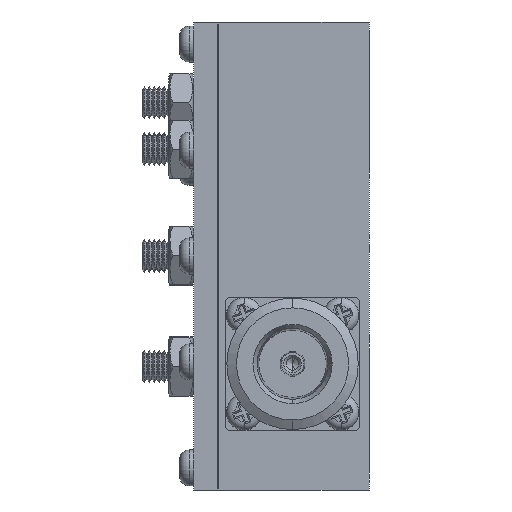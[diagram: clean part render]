
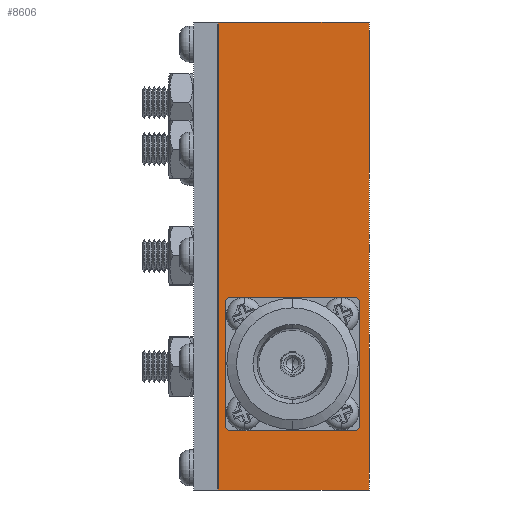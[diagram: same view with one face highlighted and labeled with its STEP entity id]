
A CAD part, left-side view. The second image highlights one B-rep face of the part: STEP entity #8606.
In plain terms, the highlighted planar face has unit normal (-1, 0, 0).
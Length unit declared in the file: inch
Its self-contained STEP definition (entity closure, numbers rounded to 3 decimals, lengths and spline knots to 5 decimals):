
#756 = DIRECTION ( 'NONE',  ( 0., -1., 0. ) ) ;
#1090 = VECTOR ( 'NONE', #20754, 39.37008 ) ;
#1226 = VECTOR ( 'NONE', #3154, 39.37008 ) ;
#1540 = DIRECTION ( 'NONE',  ( 0., 0., -1. ) ) ;
#2085 = VERTEX_POINT ( 'NONE', #27551 ) ;
#3066 = CARTESIAN_POINT ( 'NONE',  ( -1.104, 0.712, 1.104 ) ) ;
#3154 = DIRECTION ( 'NONE',  ( 0., -1., 0. ) ) ;
#5239 = CARTESIAN_POINT ( 'NONE',  ( -1.104, 0., -1.104 ) ) ;
#6902 = FACE_OUTER_BOUND ( 'NONE', #10266, .T. ) ;
#7461 = LINE ( 'NONE', #16619, #1090 ) ;
#8399 = EDGE_CURVE ( 'NONE', #17227, #2085, #23940, .T. ) ;
#8606 = ADVANCED_FACE ( 'NONE', ( #6902 ), #22914, .F. ) ;
#8963 = EDGE_CURVE ( 'NONE', #22655, #17227, #13571, .T. ) ;
#9645 = CARTESIAN_POINT ( 'NONE',  ( -1.104, 0.712, -1.104 ) ) ;
#10012 = DIRECTION ( 'NONE',  ( 0., 0., 1. ) ) ;
#10266 = EDGE_LOOP ( 'NONE', ( #10267, #11174, #24541, #27131 ) ) ;
#10267 = ORIENTED_EDGE ( 'NONE', *, *, #12154, .T. ) ;
#11174 = ORIENTED_EDGE ( 'NONE', *, *, #8399, .F. ) ;
#12154 = EDGE_CURVE ( 'NONE', #26005, #2085, #7461, .T. ) ;
#12529 = DIRECTION ( 'NONE',  ( 1., 0., 0. ) ) ;
#13571 = LINE ( 'NONE', #9645, #27322 ) ;
#15153 = LINE ( 'NONE', #17747, #24866 ) ;
#16550 = CARTESIAN_POINT ( 'NONE',  ( -1.104, 0.712, -1.104 ) ) ;
#16619 = CARTESIAN_POINT ( 'NONE',  ( -1.104, 0., -1.104 ) ) ;
#17227 = VERTEX_POINT ( 'NONE', #23689 ) ;
#17747 = CARTESIAN_POINT ( 'NONE',  ( -1.104, 0.712, -1.104 ) ) ;
#19248 = AXIS2_PLACEMENT_3D ( 'NONE', #16550, #12529, #1540 ) ;
#20754 = DIRECTION ( 'NONE',  ( 0., 0., 1. ) ) ;
#22655 = VERTEX_POINT ( 'NONE', #23220 ) ;
#22914 = PLANE ( 'NONE',  #19248 ) ;
#23220 = CARTESIAN_POINT ( 'NONE',  ( -1.104, 0.712, -1.104 ) ) ;
#23689 = CARTESIAN_POINT ( 'NONE',  ( -1.104, 0.712, 1.104 ) ) ;
#23940 = LINE ( 'NONE', #3066, #1226 ) ;
#24541 = ORIENTED_EDGE ( 'NONE', *, *, #8963, .F. ) ;
#24866 = VECTOR ( 'NONE', #756, 39.37008 ) ;
#26005 = VERTEX_POINT ( 'NONE', #5239 ) ;
#26319 = EDGE_CURVE ( 'NONE', #22655, #26005, #15153, .T. ) ;
#27131 = ORIENTED_EDGE ( 'NONE', *, *, #26319, .T. ) ;
#27322 = VECTOR ( 'NONE', #10012, 39.37008 ) ;
#27551 = CARTESIAN_POINT ( 'NONE',  ( -1.104, 0., 1.104 ) ) ;
